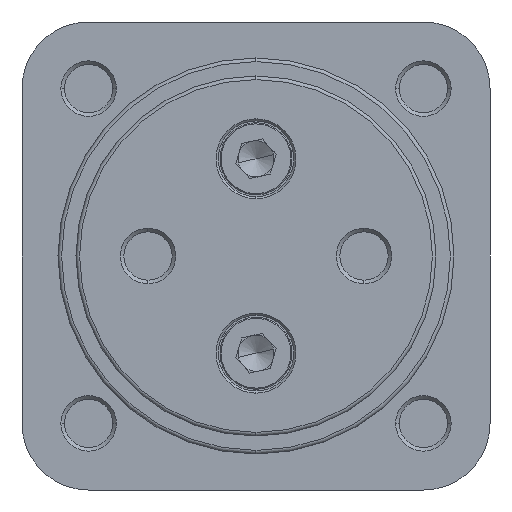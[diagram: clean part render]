
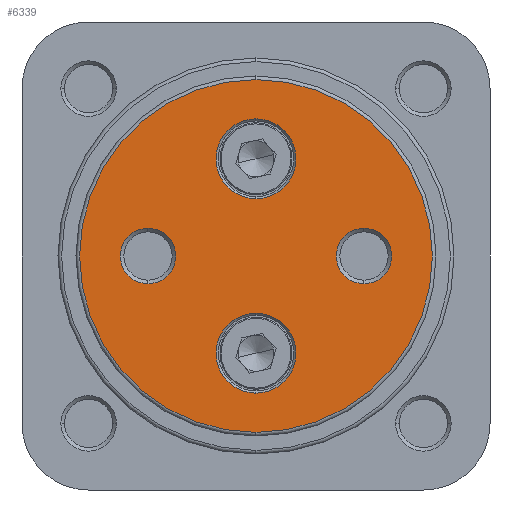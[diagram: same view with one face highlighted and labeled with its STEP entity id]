
A CAD part, left-side view. The second image highlights one B-rep face of the part: STEP entity #6339.
In plain terms, the highlighted planar face has unit normal (-1, 0, 0).
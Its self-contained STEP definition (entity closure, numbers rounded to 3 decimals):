
#300 = AXIS2_PLACEMENT_3D ( 'NONE', #4221, #4253, #4255 ) ;
#391 = AXIS2_PLACEMENT_3D ( 'NONE', #595, #585, #584 ) ;
#400 = AXIS2_PLACEMENT_3D ( 'NONE', #630, #626, #623 ) ;
#433 = AXIS2_PLACEMENT_3D ( 'NONE', #976, #950, #946 ) ;
#442 = AXIS2_PLACEMENT_3D ( 'NONE', #1116, #1118, #1117 ) ;
#451 = AXIS2_PLACEMENT_3D ( 'NONE', #1166, #1148, #1147 ) ;
#571 = CARTESIAN_POINT ( 'NONE',  ( 0., -15., 3.85 ) ) ;
#584 = DIRECTION ( 'NONE',  ( 0., 0., -1. ) ) ;
#585 = DIRECTION ( 'NONE',  ( 1., 0., 0. ) ) ;
#595 = CARTESIAN_POINT ( 'NONE',  ( 0., -15., 0. ) ) ;
#623 = DIRECTION ( 'NONE',  ( 0., 0., -1. ) ) ;
#626 = DIRECTION ( 'NONE',  ( 1., 0., 0. ) ) ;
#630 = CARTESIAN_POINT ( 'NONE',  ( 0., 0., 13.5 ) ) ;
#888 = CARTESIAN_POINT ( 'NONE',  ( 0., 0., -24.5 ) ) ;
#909 = CARTESIAN_POINT ( 'NONE',  ( 0., 0., 24.5 ) ) ;
#916 = CARTESIAN_POINT ( 'NONE',  ( 0., 0., 7.95 ) ) ;
#946 = DIRECTION ( 'NONE',  ( 0., 0., -1. ) ) ;
#949 = CARTESIAN_POINT ( 'NONE',  ( 0., 0., 19.05 ) ) ;
#950 = DIRECTION ( 'NONE',  ( 1., 0., 0. ) ) ;
#976 = CARTESIAN_POINT ( 'NONE',  ( 0., 15., 0. ) ) ;
#1031 = CARTESIAN_POINT ( 'NONE',  ( 0., 15., -3.85 ) ) ;
#1045 = CARTESIAN_POINT ( 'NONE',  ( 0., 15., 3.85 ) ) ;
#1046 = CARTESIAN_POINT ( 'NONE',  ( 0., -15., -3.85 ) ) ;
#1116 = CARTESIAN_POINT ( 'NONE',  ( 0., 0., -13.5 ) ) ;
#1117 = DIRECTION ( 'NONE',  ( 0., 0., -1. ) ) ;
#1118 = DIRECTION ( 'NONE',  ( 1., 0., 0. ) ) ;
#1147 = DIRECTION ( 'NONE',  ( 0., 0., -1. ) ) ;
#1148 = DIRECTION ( 'NONE',  ( -1., 0., 0. ) ) ;
#1166 = CARTESIAN_POINT ( 'NONE',  ( 0., 0., 0. ) ) ;
#1730 = EDGE_LOOP ( 'NONE', ( #7390, #7350 ) ) ;
#1731 = EDGE_LOOP ( 'NONE', ( #7453, #7400 ) ) ;
#1732 = EDGE_LOOP ( 'NONE', ( #7384, #7470 ) ) ;
#1734 = EDGE_LOOP ( 'NONE', ( #7414, #7434 ) ) ;
#1737 = EDGE_LOOP ( 'NONE', ( #7326, #7325 ) ) ;
#1859 = CIRCLE ( 'NONE', #4299, 5.55 ) ;
#1878 = CIRCLE ( 'NONE', #4235, 3.85 ) ;
#1892 = CIRCLE ( 'NONE', #4207, 5.55 ) ;
#1894 = CIRCLE ( 'NONE', #4212, 3.85 ) ;
#1926 = CIRCLE ( 'NONE', #3707, 24.5 ) ;
#3238 = CIRCLE ( 'NONE', #451, 24.5 ) ;
#3254 = CIRCLE ( 'NONE', #442, 5.55 ) ;
#3281 = CIRCLE ( 'NONE', #433, 3.85 ) ;
#3364 = CIRCLE ( 'NONE', #400, 5.55 ) ;
#3375 = CIRCLE ( 'NONE', #391, 3.85 ) ;
#3707 = AXIS2_PLACEMENT_3D ( 'NONE', #6567, #6566, #6565 ) ;
#3960 = CARTESIAN_POINT ( 'NONE',  ( 0., 0., -19.05 ) ) ;
#4207 = AXIS2_PLACEMENT_3D ( 'NONE', #6650, #6649, #6647 ) ;
#4212 = AXIS2_PLACEMENT_3D ( 'NONE', #6642, #6641, #6639 ) ;
#4221 = CARTESIAN_POINT ( 'NONE',  ( 0., 0., 0. ) ) ;
#4235 = AXIS2_PLACEMENT_3D ( 'NONE', #6692, #6676, #6675 ) ;
#4248 = PLANE ( 'NONE',  #300 ) ;
#4253 = DIRECTION ( 'NONE',  ( 1., 0., 0. ) ) ;
#4255 = DIRECTION ( 'NONE',  ( 0., 0., -1. ) ) ;
#4299 = AXIS2_PLACEMENT_3D ( 'NONE', #6714, #6712, #6711 ) ;
#4423 = EDGE_CURVE ( 'NONE', #5458, #5430, #1859, .T. ) ;
#4459 = EDGE_CURVE ( 'NONE', #5369, #5359, #1878, .T. ) ;
#4488 = EDGE_CURVE ( 'NONE', #5784, #8285, #1892, .T. ) ;
#4498 = EDGE_CURVE ( 'NONE', #5358, #5297, #1894, .T. ) ;
#4573 = EDGE_CURVE ( 'NONE', #5479, #5463, #1926, .T. ) ;
#5094 = EDGE_CURVE ( 'NONE', #5463, #5479, #3238, .T. ) ;
#5105 = EDGE_CURVE ( 'NONE', #8285, #5784, #3254, .T. ) ;
#5124 = EDGE_CURVE ( 'NONE', #5359, #5369, #3281, .T. ) ;
#5297 = VERTEX_POINT ( 'NONE', #571 ) ;
#5358 = VERTEX_POINT ( 'NONE', #1046 ) ;
#5359 = VERTEX_POINT ( 'NONE', #1045 ) ;
#5369 = VERTEX_POINT ( 'NONE', #1031 ) ;
#5430 = VERTEX_POINT ( 'NONE', #949 ) ;
#5458 = VERTEX_POINT ( 'NONE', #916 ) ;
#5463 = VERTEX_POINT ( 'NONE', #909 ) ;
#5479 = VERTEX_POINT ( 'NONE', #888 ) ;
#5734 = EDGE_CURVE ( 'NONE', #5430, #5458, #3364, .T. ) ;
#5744 = EDGE_CURVE ( 'NONE', #5297, #5358, #3375, .T. ) ;
#5784 = VERTEX_POINT ( 'NONE', #3960 ) ;
#5973 = FACE_OUTER_BOUND ( 'NONE', #1734, .T. ) ;
#5980 = FACE_BOUND ( 'NONE', #1730, .T. ) ;
#5982 = FACE_BOUND ( 'NONE', #1732, .T. ) ;
#5984 = FACE_BOUND ( 'NONE', #1737, .T. ) ;
#5986 = FACE_BOUND ( 'NONE', #1731, .T. ) ;
#6339 = ADVANCED_FACE ( 'NONE', ( #5973, #5982, #5984, #5986, #5980 ), #4248, .F. ) ;
#6565 = DIRECTION ( 'NONE',  ( 0., 0., -1. ) ) ;
#6566 = DIRECTION ( 'NONE',  ( -1., 0., 0. ) ) ;
#6567 = CARTESIAN_POINT ( 'NONE',  ( 0., 0., 0. ) ) ;
#6639 = DIRECTION ( 'NONE',  ( 0., 0., -1. ) ) ;
#6641 = DIRECTION ( 'NONE',  ( 1., 0., 0. ) ) ;
#6642 = CARTESIAN_POINT ( 'NONE',  ( 0., -15., 0. ) ) ;
#6647 = DIRECTION ( 'NONE',  ( 0., 0., -1. ) ) ;
#6649 = DIRECTION ( 'NONE',  ( 1., 0., 0. ) ) ;
#6650 = CARTESIAN_POINT ( 'NONE',  ( 0., 0., -13.5 ) ) ;
#6675 = DIRECTION ( 'NONE',  ( 0., 0., -1. ) ) ;
#6676 = DIRECTION ( 'NONE',  ( 1., 0., 0. ) ) ;
#6692 = CARTESIAN_POINT ( 'NONE',  ( 0., 15., 0. ) ) ;
#6711 = DIRECTION ( 'NONE',  ( 0., 0., -1. ) ) ;
#6712 = DIRECTION ( 'NONE',  ( 1., 0., 0. ) ) ;
#6714 = CARTESIAN_POINT ( 'NONE',  ( 0., 0., 13.5 ) ) ;
#7325 = ORIENTED_EDGE ( 'NONE', *, *, #4423, .T. ) ;
#7326 = ORIENTED_EDGE ( 'NONE', *, *, #5734, .T. ) ;
#7350 = ORIENTED_EDGE ( 'NONE', *, *, #4459, .T. ) ;
#7384 = ORIENTED_EDGE ( 'NONE', *, *, #5105, .T. ) ;
#7390 = ORIENTED_EDGE ( 'NONE', *, *, #5124, .T. ) ;
#7400 = ORIENTED_EDGE ( 'NONE', *, *, #4498, .T. ) ;
#7414 = ORIENTED_EDGE ( 'NONE', *, *, #4573, .T. ) ;
#7434 = ORIENTED_EDGE ( 'NONE', *, *, #5094, .T. ) ;
#7453 = ORIENTED_EDGE ( 'NONE', *, *, #5744, .T. ) ;
#7470 = ORIENTED_EDGE ( 'NONE', *, *, #4488, .T. ) ;
#8056 = CARTESIAN_POINT ( 'NONE',  ( 0., 0., -7.95 ) ) ;
#8285 = VERTEX_POINT ( 'NONE', #8056 ) ;
